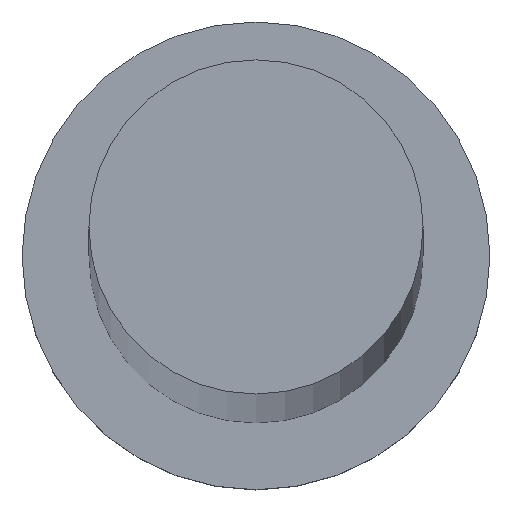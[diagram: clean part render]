
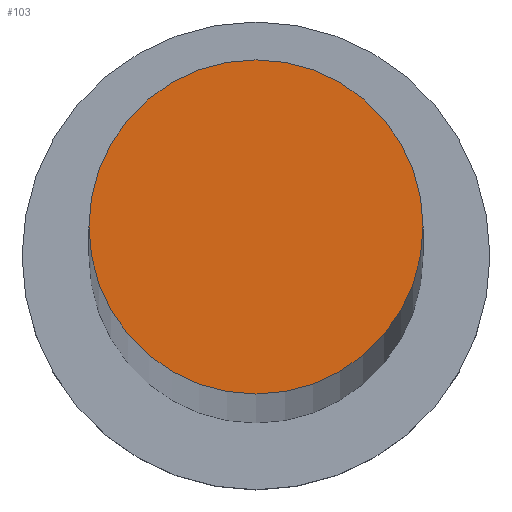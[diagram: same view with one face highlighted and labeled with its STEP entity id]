
A CAD part, top view. The second image highlights one B-rep face of the part: STEP entity #103.
In plain terms, the highlighted planar face has unit normal (0, 0, 1).
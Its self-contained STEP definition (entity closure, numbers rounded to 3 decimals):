
#21 = DIRECTION ( 'NONE',  ( 1., 0., 0. ) ) ;
#27 = ORIENTED_EDGE ( 'NONE', *, *, #253, .T. ) ;
#31 = PLANE ( 'NONE',  #83 ) ;
#34 = CARTESIAN_POINT ( 'NONE',  ( 0., 0., 1000. ) ) ;
#50 = DIRECTION ( 'NONE',  ( 0., 0., 1. ) ) ;
#52 = CIRCLE ( 'NONE', #99, 10. ) ;
#58 = VERTEX_POINT ( 'NONE', #207 ) ;
#73 = CARTESIAN_POINT ( 'NONE',  ( 0., 0., 1000. ) ) ;
#75 = EDGE_CURVE ( 'NONE', #118, #58, #81, .T. ) ;
#81 = CIRCLE ( 'NONE', #221, 10. ) ;
#83 = AXIS2_PLACEMENT_3D ( 'NONE', #73, #87, #147 ) ;
#87 = DIRECTION ( 'NONE',  ( 0., 0., 1. ) ) ;
#99 = AXIS2_PLACEMENT_3D ( 'NONE', #189, #50, #21 ) ;
#103 = ADVANCED_FACE ( 'NONE', ( #246 ), #31, .T. ) ;
#106 = CARTESIAN_POINT ( 'NONE',  ( -10., 0., 1000. ) ) ;
#118 = VERTEX_POINT ( 'NONE', #106 ) ;
#144 = ORIENTED_EDGE ( 'NONE', *, *, #75, .T. ) ;
#147 = DIRECTION ( 'NONE',  ( 1., 0., 0. ) ) ;
#180 = DIRECTION ( 'NONE',  ( 1., 0., 0. ) ) ;
#181 = DIRECTION ( 'NONE',  ( 0., 0., 1. ) ) ;
#189 = CARTESIAN_POINT ( 'NONE',  ( 0., 0., 1000. ) ) ;
#207 = CARTESIAN_POINT ( 'NONE',  ( 10., 0., 1000. ) ) ;
#221 = AXIS2_PLACEMENT_3D ( 'NONE', #34, #181, #180 ) ;
#241 = EDGE_LOOP ( 'NONE', ( #144, #27 ) ) ;
#246 = FACE_OUTER_BOUND ( 'NONE', #241, .T. ) ;
#253 = EDGE_CURVE ( 'NONE', #58, #118, #52, .T. ) ;
